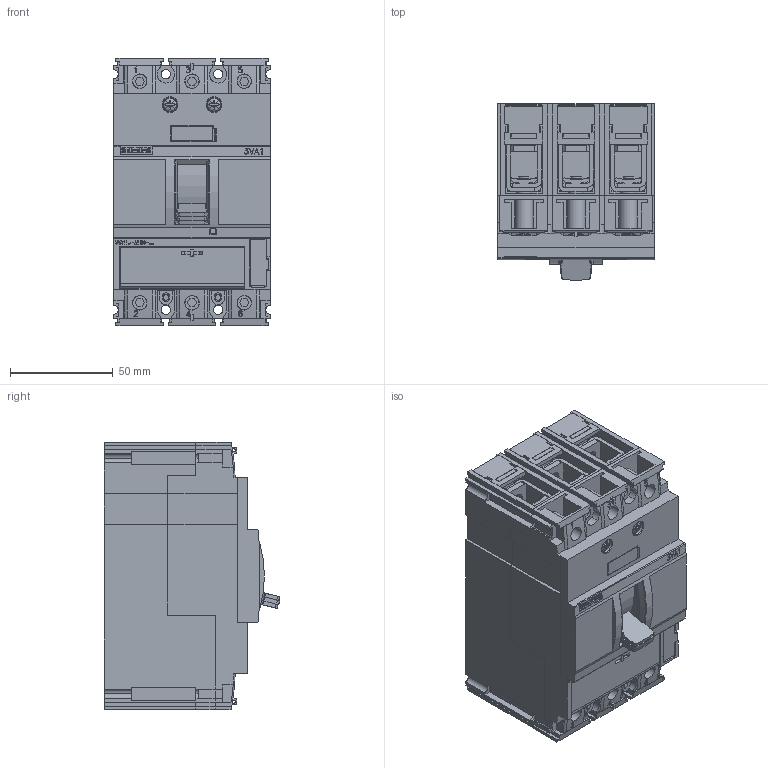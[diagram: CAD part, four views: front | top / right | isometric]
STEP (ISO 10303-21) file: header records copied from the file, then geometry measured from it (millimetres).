
FILE_DESCRIPTION(('no description'),'unknown implementation level');
FILE_NAME('3VA11xxxMH36xxxx_3D_v.stp_3D_v.stp',' ',('SIEMENS A&D'),('CADClick - KiM GmbH - www.kimweb.de'),'unknown preprocess','ACIS','unknown authorization');
FILE_SCHEMA(('automotive_design'));
Length unit declared in the file: millimetre
Products named in the file (1): 3VA11..-.MH36-....
Bounding box: 76.2 x 85.56 x 130.24 mm (x, y, z)
Volume: 600605.9 mm3; surface area: 123317.5 mm2
Topology: 1 solids, 2 shells, 3174 faces, 9613 edges, 6374 vertices
Faces by surface type: plane 2460, cylinder 648, cone 42, torus 24
Entity records: 214589 total; most frequent: CARTESIAN_POINT 21376, ORIENTED_EDGE 19226, STYLED_ITEM 19162, PRESENTATION_STYLE_ASSIGNMENT 19162, COLOUR_RGB 19162, DIRECTION 17300, EDGE_CURVE 9613, CURVE_STYLE 9613
